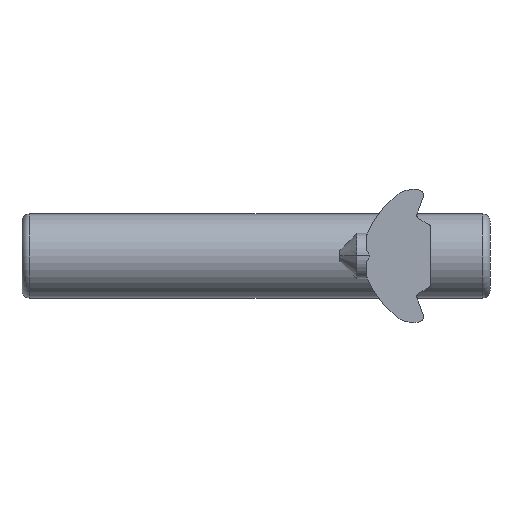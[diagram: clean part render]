
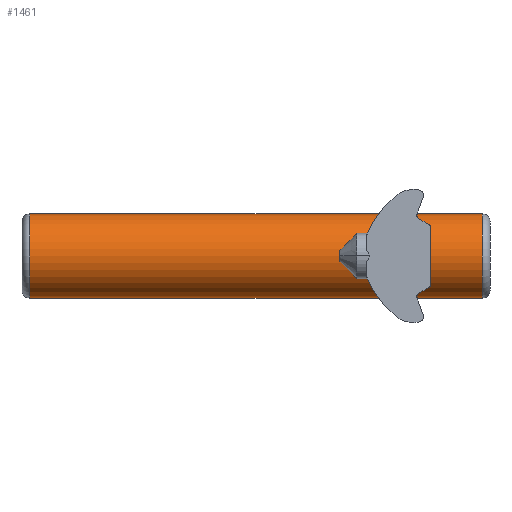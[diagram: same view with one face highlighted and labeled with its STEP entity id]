
A CAD part, front view. The second image highlights one B-rep face of the part: STEP entity #1461.
In plain terms, the highlighted cylindrical face has radius 5.575 mm (diameter 11.151 mm), a partial arc.
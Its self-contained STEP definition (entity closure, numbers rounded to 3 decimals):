
#39 = CARTESIAN_POINT ( 'NONE',  ( -30., 0., 5.575 ) ) ;
#61 = VERTEX_POINT ( 'NONE', #2775 ) ;
#359 = CARTESIAN_POINT ( 'NONE',  ( 30., 0., 5.575 ) ) ;
#361 = EDGE_CURVE ( 'NONE', #61, #1311, #1219, .T. ) ;
#392 = AXIS2_PLACEMENT_3D ( 'NONE', #654, #2640, #1782 ) ;
#487 = EDGE_CURVE ( 'NONE', #1311, #585, #1363, .T. ) ;
#585 = VERTEX_POINT ( 'NONE', #39 ) ;
#598 = EDGE_CURVE ( 'NONE', #61, #2136, #2592, .T. ) ;
#654 = CARTESIAN_POINT ( 'NONE',  ( -31., 0., 0. ) ) ;
#701 = CARTESIAN_POINT ( 'NONE',  ( -31., 0., 5.575 ) ) ;
#791 = DIRECTION ( 'NONE',  ( 0., 0., 1. ) ) ;
#849 = DIRECTION ( 'NONE',  ( 0., 0., 1. ) ) ;
#889 = ORIENTED_EDGE ( 'NONE', *, *, #487, .T. ) ;
#1093 = CARTESIAN_POINT ( 'NONE',  ( -30., 0., 0. ) ) ;
#1219 = CIRCLE ( 'NONE', #2762, 5.575 ) ;
#1311 = VERTEX_POINT ( 'NONE', #359 ) ;
#1363 = LINE ( 'NONE', #701, #2334 ) ;
#1376 = CARTESIAN_POINT ( 'NONE',  ( -31., 0., -5.575 ) ) ;
#1403 = EDGE_CURVE ( 'NONE', #2136, #585, #1515, .T. ) ;
#1461 = ADVANCED_FACE ( 'NONE', ( #2898 ), #1719, .T. ) ;
#1506 = DIRECTION ( 'NONE',  ( -1., 0., 0. ) ) ;
#1515 = CIRCLE ( 'NONE', #1950, 5.575 ) ;
#1658 = ORIENTED_EDGE ( 'NONE', *, *, #598, .F. ) ;
#1692 = CARTESIAN_POINT ( 'NONE',  ( -30., 0., -5.575 ) ) ;
#1719 = CYLINDRICAL_SURFACE ( 'NONE', #392, 5.575 ) ;
#1722 = CARTESIAN_POINT ( 'NONE',  ( 30., 0., 0. ) ) ;
#1782 = DIRECTION ( 'NONE',  ( 0., 0., 1. ) ) ;
#1950 = AXIS2_PLACEMENT_3D ( 'NONE', #1093, #1506, #849 ) ;
#2019 = DIRECTION ( 'NONE',  ( -1., 0., 0. ) ) ;
#2025 = ORIENTED_EDGE ( 'NONE', *, *, #361, .T. ) ;
#2136 = VERTEX_POINT ( 'NONE', #1692 ) ;
#2311 = DIRECTION ( 'NONE',  ( -1., 0., 0. ) ) ;
#2334 = VECTOR ( 'NONE', #2019, 1000. ) ;
#2482 = ORIENTED_EDGE ( 'NONE', *, *, #1403, .F. ) ;
#2592 = LINE ( 'NONE', #1376, #2635 ) ;
#2635 = VECTOR ( 'NONE', #2311, 1000. ) ;
#2640 = DIRECTION ( 'NONE',  ( -1., 0., 0. ) ) ;
#2762 = AXIS2_PLACEMENT_3D ( 'NONE', #1722, #2839, #791 ) ;
#2775 = CARTESIAN_POINT ( 'NONE',  ( 30., 0., -5.575 ) ) ;
#2839 = DIRECTION ( 'NONE',  ( -1., 0., 0. ) ) ;
#2898 = FACE_OUTER_BOUND ( 'NONE', #2946, .T. ) ;
#2946 = EDGE_LOOP ( 'NONE', ( #1658, #2025, #889, #2482 ) ) ;
